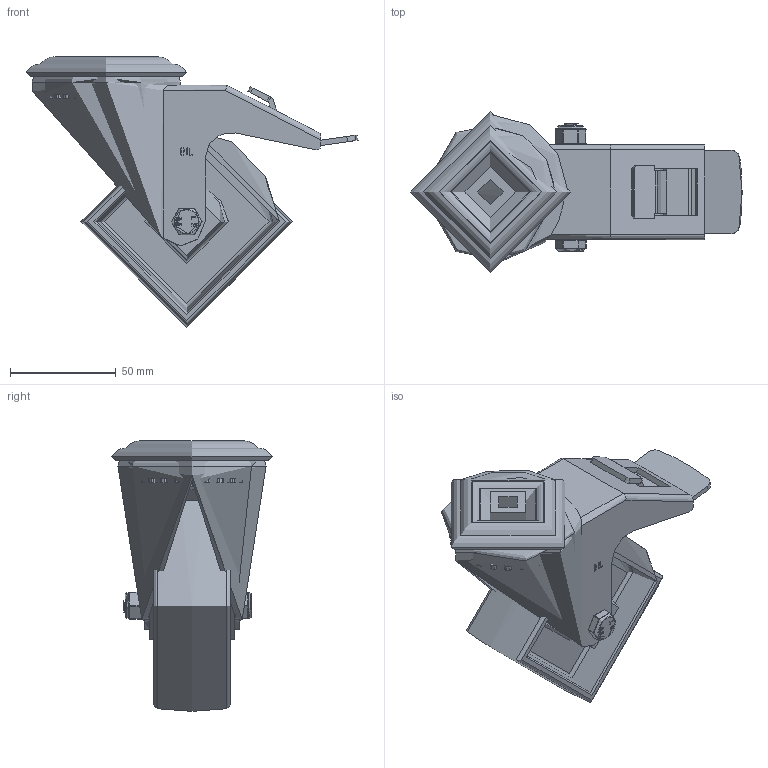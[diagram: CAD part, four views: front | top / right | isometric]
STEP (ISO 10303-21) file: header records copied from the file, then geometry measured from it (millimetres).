
FILE_DESCRIPTION(/* description */ ('','CAx-IF Rec.Pracs.---Representation and Presentation of Product Manufacturing Information (PMI)---4.0---2014-10-13'),/* implementation_level */ '2;1');
FILE_NAME(/* name */ 'BZMM100PLBH12SWBBLK.step',/* time_stamp */ '2024-12-16T10:49:34Z',/* author */ (''),/* organization */ (''),/* preprocessor_version */ 'ST-DEVELOPER v20',/* originating_system */ 'Autodesk Translation Framework v13.20.0.188',/* authorisation */ '');
FILE_SCHEMA (('AP242_MANAGED_MODEL_BASED_3D_ENGINEERING_MIM_LF { 1 0 10303 442 1 1 4 }'));
Length unit declared in the file: millimetre
Products named in the file (16): BZMM100PLBH12SWBBLK; BZMM100ASBH12SWB v1; PRESSED STEEL, ZINC PLATED HEAD; PRESSED STEEL, ZINC PLATED FORKS; PRESSED STEEL, ZINC PLATED BRAKE PEDAL; BRAKE PAD; BZML100WPLBLK v1; POLYPROPYLENE WHEEL; TUBEM12X40 v1; ZINC PLATED STEEL TUBE; HEXBOLTM8X55Z8.8 v2; GRADE 8.8 ZINC PLATED BOLT; NYLOCM8Z v1; NYLOC NUT; NUT; RUBBER
Assembly tree (15 placements, depth 4):
  BZMM100PLBH12SWBBLK
    BZMM100ASBH12SWB v1
      PRESSED STEEL, ZINC PLATED HEAD
      PRESSED STEEL, ZINC PLATED FORKS
      PRESSED STEEL, ZINC PLATED BRAKE PEDAL
      BRAKE PAD
    BZML100WPLBLK v1
      POLYPROPYLENE WHEEL
    TUBEM12X40 v1
      ZINC PLATED STEEL TUBE
    HEXBOLTM8X55Z8.8 v2
      GRADE 8.8 ZINC PLATED BOLT
    NYLOCM8Z v1
      NYLOC NUT
        NUT
        RUBBER
Bounding box: 157 x 76 x 128 mm (x, y, z)
Volume: 216723.8 mm3; surface area: 104180.7 mm2
Topology: 9 solids, 9 shells, 569 faces, 1476 edges, 945 vertices
Faces by surface type: plane 271, cylinder 194, bspline 40, torus 28, sphere 24, cone 12
Full cylindrical faces by diameter (mm): 0.664 x2, 6.446 x7, 7.866 x13, 8 x3, 8.2 x2, 8.4 x1, 8.6 x2, 11.5 x1, 11.9 x1, 12.1 x1, 12.2 x2, 21.313 x1, 24 x3, 38 x1, 49.5 x1, 65 x1, 70 x1, 72 x1
Entity records: 24449 total; most frequent: CARTESIAN_POINT 10158, ORIENTED_EDGE 2938, DIRECTION 2876, EDGE_CURVE 1469, AXIS2_PLACEMENT_3D 1028, VERTEX_POINT 945, LINE 820, VECTOR 820
